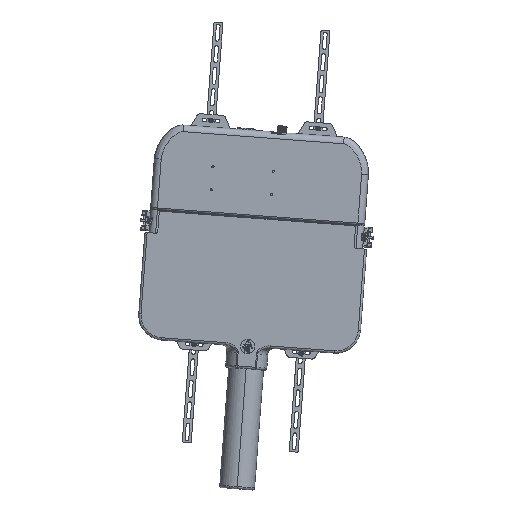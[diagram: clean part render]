
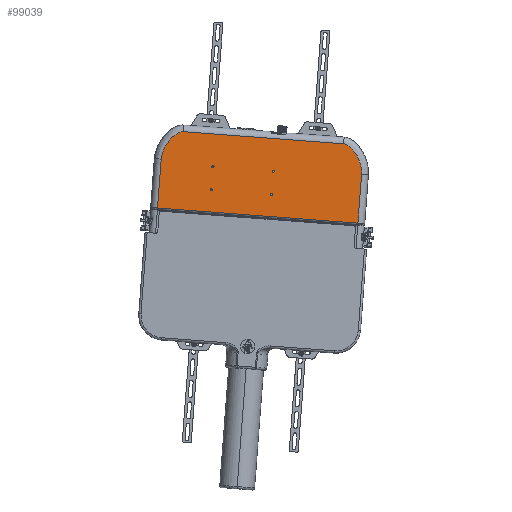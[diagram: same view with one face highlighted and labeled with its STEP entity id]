
A CAD part, top view. The second image highlights one B-rep face of the part: STEP entity #99039.
In plain terms, the highlighted planar face has unit normal (0, 0, 1).
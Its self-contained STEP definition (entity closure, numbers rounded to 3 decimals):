
#2313=DIRECTION('',(-0.997,0.075,0.));
#2314=VECTOR('',#2313,14.14);
#2315=CARTESIAN_POINT('',(18.274,45.555,
-0.606));
#2316=LINE('',#2315,#2314);
#3755=CARTESIAN_POINT('',(2.215,44.204,
-0.606));
#3756=CARTESIAN_POINT('',(2.22,44.272,
-0.606));
#3757=CARTESIAN_POINT('',(2.238,44.41,
-0.606));
#3758=CARTESIAN_POINT('',(2.284,44.617,
-0.606));
#3759=CARTESIAN_POINT('',(2.348,44.821,
-0.606));
#3760=CARTESIAN_POINT('',(2.426,45.021,
-0.606));
#3761=CARTESIAN_POINT('',(2.518,45.217,
-0.606));
#3762=CARTESIAN_POINT('',(2.657,45.47,
-0.606));
#3763=CARTESIAN_POINT('',(2.819,45.71,
-0.606));
#3764=CARTESIAN_POINT('',(3.002,45.932,
-0.606));
#3765=CARTESIAN_POINT('',(3.15,46.089,
-0.606));
#3766=CARTESIAN_POINT('',(3.307,46.233,
-0.606));
#3767=CARTESIAN_POINT('',(3.474,46.362,
-0.606));
#3768=CARTESIAN_POINT('',(3.65,46.474,
-0.606));
#3769=CARTESIAN_POINT('',(3.801,46.547,
-0.606));
#3770=CARTESIAN_POINT('',(3.907,46.584,
-0.606));
#3771=CARTESIAN_POINT('',(3.967,46.6,
-0.606));
#3772=CARTESIAN_POINT('',(4.026,46.614,
-0.606));
#3773=CARTESIAN_POINT('',(4.098,46.624,
-0.606));
#3774=CARTESIAN_POINT('',(4.15,46.624,
-0.606));
#3775=CARTESIAN_POINT('',(4.174,46.622,
-0.606));
#3777=CARTESIAN_POINT('',(18.274,45.555,
-0.606));
#3778=CARTESIAN_POINT('',(18.298,45.553,
-0.606));
#3779=CARTESIAN_POINT('',(18.35,45.545,
-0.606));
#3780=CARTESIAN_POINT('',(18.419,45.525,
-0.606));
#3781=CARTESIAN_POINT('',(18.475,45.503,
-0.606));
#3782=CARTESIAN_POINT('',(18.532,45.477,
-0.606));
#3783=CARTESIAN_POINT('',(18.632,45.425,
-0.606));
#3784=CARTESIAN_POINT('',(18.77,45.33,
-0.606));
#3785=CARTESIAN_POINT('',(18.927,45.193,
-0.606));
#3786=CARTESIAN_POINT('',(19.072,45.04,
-0.606));
#3787=CARTESIAN_POINT('',(19.206,44.874,
-0.606));
#3788=CARTESIAN_POINT('',(19.329,44.697,
-0.606));
#3789=CARTESIAN_POINT('',(19.476,44.45,
-0.606));
#3790=CARTESIAN_POINT('',(19.601,44.188,
-0.606));
#3791=CARTESIAN_POINT('',(19.7,43.917,
-0.606));
#3792=CARTESIAN_POINT('',(19.761,43.71,
-0.606));
#3793=CARTESIAN_POINT('',(19.809,43.5,
-0.606));
#3794=CARTESIAN_POINT('',(19.841,43.288,
-0.606));
#3795=CARTESIAN_POINT('',(19.856,43.077,
-0.606));
#3796=CARTESIAN_POINT('',(19.853,42.938,
-0.606));
#3797=CARTESIAN_POINT('',(19.847,42.87,
-0.606));
#3799=CARTESIAN_POINT('',(12.067,43.143,
-0.606));
#3800=DIRECTION('',(0.,0.,1.));
#3801=DIRECTION('',(0.997,-0.075,0.));
#3802=AXIS2_PLACEMENT_3D('',#3799,#3800,#3801);
#3804=CARTESIAN_POINT('',(12.067,43.143,
-0.606));
#3805=DIRECTION('',(0.,0.,1.));
#3806=DIRECTION('',(-0.997,0.075,0.));
#3807=AXIS2_PLACEMENT_3D('',#3804,#3805,#3806);
#3809=CARTESIAN_POINT('',(11.913,41.101,
-0.606));
#3810=DIRECTION('',(0.,0.,1.));
#3811=DIRECTION('',(0.997,-0.075,0.));
#3812=AXIS2_PLACEMENT_3D('',#3809,#3810,#3811);
#3814=CARTESIAN_POINT('',(11.913,41.101,
-0.606));
#3815=DIRECTION('',(0.,0.,1.));
#3816=DIRECTION('',(-0.997,0.075,0.));
#3817=AXIS2_PLACEMENT_3D('',#3814,#3815,#3816);
#3819=CARTESIAN_POINT('',(6.767,43.543,
-0.606));
#3820=DIRECTION('',(0.,0.,1.));
#3821=DIRECTION('',(0.997,-0.075,0.));
#3822=AXIS2_PLACEMENT_3D('',#3819,#3820,#3821);
#3824=CARTESIAN_POINT('',(6.767,43.543,
-0.606));
#3825=DIRECTION('',(0.,0.,1.));
#3826=DIRECTION('',(-0.997,0.075,0.));
#3827=AXIS2_PLACEMENT_3D('',#3824,#3825,#3826);
#3829=CARTESIAN_POINT('',(6.613,41.502,
-0.606));
#3830=DIRECTION('',(0.,0.,1.));
#3831=DIRECTION('',(0.997,-0.075,0.));
#3832=AXIS2_PLACEMENT_3D('',#3829,#3830,#3831);
#3834=CARTESIAN_POINT('',(6.613,41.502,
-0.606));
#3835=DIRECTION('',(0.,0.,1.));
#3836=DIRECTION('',(-0.997,0.075,0.));
#3837=AXIS2_PLACEMENT_3D('',#3834,#3835,#3836);
#3839=DIRECTION('',(-0.075,-0.997,0.));
#3840=VECTOR('',#3839,4.308);
#3841=CARTESIAN_POINT('',(2.215,44.204,
-0.606));
#3842=LINE('',#3841,#3840);
#3878=CARTESIAN_POINT('',(1.89,39.908,
-0.606));
#8459=DIRECTION('',(0.997,-0.075,0.));
#8460=VECTOR('',#8459,17.683);
#8461=CARTESIAN_POINT('',(1.89,39.908,
-0.606));
#8462=LINE('',#8461,#8460);
#8463=CARTESIAN_POINT('',(19.523,38.574,
-0.606));
#8488=DIRECTION('',(0.075,0.997,0.));
#8489=VECTOR('',#8488,4.308);
#8490=CARTESIAN_POINT('',(19.523,38.574,
-0.606));
#8491=LINE('',#8490,#8489);
#83560=VERTEX_POINT('',#8463);
#83563=VERTEX_POINT('',#3878);
#87365=CARTESIAN_POINT('',(18.274,45.555,
-0.606));
#87366=VERTEX_POINT('',#87365);
#87367=CARTESIAN_POINT('',(4.174,46.622,
-0.606));
#87368=VERTEX_POINT('',#87367);
#87384=VERTEX_POINT('',#3755);
#87385=VERTEX_POINT('',#3797);
#87386=CARTESIAN_POINT('',(12.165,43.135,
-0.606));
#87387=CARTESIAN_POINT('',(11.969,43.15,
-0.606));
#87388=VERTEX_POINT('',#87386);
#87389=VERTEX_POINT('',#87387);
#87390=CARTESIAN_POINT('',(12.011,41.094,
-0.606));
#87391=CARTESIAN_POINT('',(11.815,41.109,
-0.606));
#87392=VERTEX_POINT('',#87390);
#87393=VERTEX_POINT('',#87391);
#87394=CARTESIAN_POINT('',(6.866,43.536,
-0.606));
#87395=CARTESIAN_POINT('',(6.669,43.551,
-0.606));
#87396=VERTEX_POINT('',#87394);
#87397=VERTEX_POINT('',#87395);
#87398=CARTESIAN_POINT('',(6.711,41.495,
-0.606));
#87399=CARTESIAN_POINT('',(6.515,41.509,
-0.606));
#87400=VERTEX_POINT('',#87398);
#87401=VERTEX_POINT('',#87399);
#98998=CARTESIAN_POINT('',(9.867,28.148,
-0.606));
#98999=DIRECTION('',(0.,0.,1.));
#99000=DIRECTION('',(0.997,-0.075,0.));
#99001=AXIS2_PLACEMENT_3D('',#98998,#98999,#99000);
#99002=PLANE('',#99001);
#99004=ORIENTED_EDGE('',*,*,#99003,.F.);
#99005=ORIENTED_EDGE('',*,*,#98989,.T.);
#99006=ORIENTED_EDGE('',*,*,#97257,.F.);
#99008=ORIENTED_EDGE('',*,*,#99007,.T.);
#99010=ORIENTED_EDGE('',*,*,#99009,.F.);
#99012=ORIENTED_EDGE('',*,*,#99011,.F.);
#99013=EDGE_LOOP('',(#99004,#99005,#99006,#99008,#99010,#99012));
#99014=FACE_OUTER_BOUND('',#99013,.F.);
#99016=ORIENTED_EDGE('',*,*,#99015,.T.);
#99018=ORIENTED_EDGE('',*,*,#99017,.T.);
#99019=EDGE_LOOP('',(#99016,#99018));
#99020=FACE_BOUND('',#99019,.F.);
#99022=ORIENTED_EDGE('',*,*,#99021,.T.);
#99024=ORIENTED_EDGE('',*,*,#99023,.T.);
#99025=EDGE_LOOP('',(#99022,#99024));
#99026=FACE_BOUND('',#99025,.F.);
#99028=ORIENTED_EDGE('',*,*,#99027,.T.);
#99030=ORIENTED_EDGE('',*,*,#99029,.T.);
#99031=EDGE_LOOP('',(#99028,#99030));
#99032=FACE_BOUND('',#99031,.F.);
#99034=ORIENTED_EDGE('',*,*,#99033,.T.);
#99036=ORIENTED_EDGE('',*,*,#99035,.T.);
#99037=EDGE_LOOP('',(#99034,#99036));
#99038=FACE_BOUND('',#99037,.F.);
#99039=ADVANCED_FACE('',(#99014,#99020,#99026,#99032,#99038),#99002,.T.);
#3776=B_SPLINE_CURVE_WITH_KNOTS('',3,(#3755,#3756,#3757,#3758,#3759,#3760,#3761,
#3762,#3763,#3764,#3765,#3766,#3767,#3768,#3769,#3770,#3771,#3772,#3773,#3774,
#3775),.UNSPECIFIED.,.F.,.F.,(4,1,1,1,1,1,1,1,1,1,1,1,1,1,1,1,1,1,4),(0.,
0.063,0.125,0.188,0.25,0.313,0.375,0.5,0.563,0.625,
0.688,0.75,0.813,0.875,0.906,0.922,0.938,0.969,1.),
.UNSPECIFIED.);
#3798=B_SPLINE_CURVE_WITH_KNOTS('',3,(#3777,#3778,#3779,#3780,#3781,#3782,#3783,
#3784,#3785,#3786,#3787,#3788,#3789,#3790,#3791,#3792,#3793,#3794,#3795,#3796,
#3797),.UNSPECIFIED.,.F.,.F.,(4,1,1,1,1,1,1,1,1,1,1,1,1,1,1,1,1,1,4),(0.,
0.031,0.063,0.078,0.094,0.125,0.188,0.25,0.313,0.375,
0.438,0.5,0.625,0.688,0.75,0.813,0.875,0.938,1.),
.UNSPECIFIED.);
#3803=CIRCLE('',#3802,0.098);
#3808=CIRCLE('',#3807,0.098);
#3813=CIRCLE('',#3812,0.098);
#3818=CIRCLE('',#3817,0.098);
#3823=CIRCLE('',#3822,0.098);
#3828=CIRCLE('',#3827,0.098);
#3833=CIRCLE('',#3832,0.098);
#3838=CIRCLE('',#3837,0.098);
#97257=EDGE_CURVE('',#87366,#87368,#2316,.T.);
#98989=EDGE_CURVE('',#87384,#87368,#3776,.T.);
#99003=EDGE_CURVE('',#87384,#83563,#3842,.T.);
#99007=EDGE_CURVE('',#87366,#87385,#3798,.T.);
#99009=EDGE_CURVE('',#83560,#87385,#8491,.T.);
#99011=EDGE_CURVE('',#83563,#83560,#8462,.T.);
#99015=EDGE_CURVE('',#87388,#87389,#3803,.T.);
#99017=EDGE_CURVE('',#87389,#87388,#3808,.T.);
#99021=EDGE_CURVE('',#87392,#87393,#3813,.T.);
#99023=EDGE_CURVE('',#87393,#87392,#3818,.T.);
#99027=EDGE_CURVE('',#87396,#87397,#3823,.T.);
#99029=EDGE_CURVE('',#87397,#87396,#3828,.T.);
#99033=EDGE_CURVE('',#87400,#87401,#3833,.T.);
#99035=EDGE_CURVE('',#87401,#87400,#3838,.T.);
